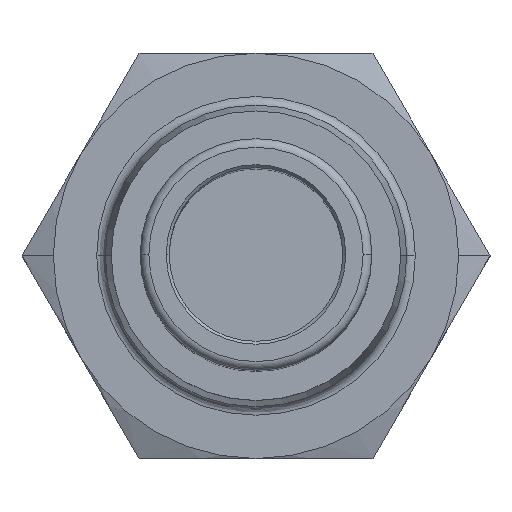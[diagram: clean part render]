
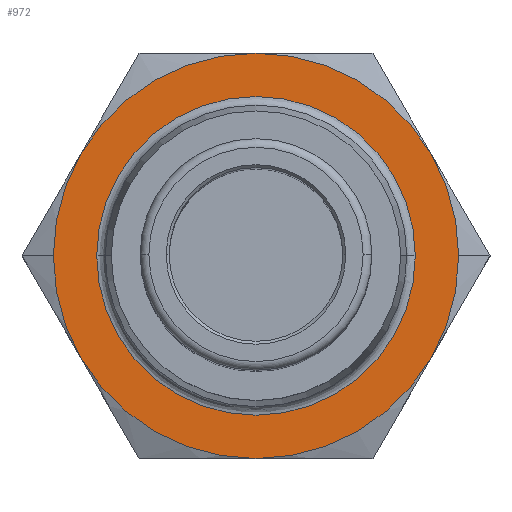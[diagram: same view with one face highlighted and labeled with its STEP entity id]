
A CAD part, top view. The second image highlights one B-rep face of the part: STEP entity #972.
In plain terms, the highlighted planar face has unit normal (0, 0, 1).
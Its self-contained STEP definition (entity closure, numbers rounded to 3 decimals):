
#345=CARTESIAN_POINT('',(-7.,0.,-13.4));
#346=VERTEX_POINT('',#345);
#355=CARTESIAN_POINT('',(-6.062,3.5,-13.4));
#356=VERTEX_POINT('',#355);
#357=CARTESIAN_POINT('',(0.,0.,-13.4));
#358=DIRECTION('',(0.0,0.0,1.0));
#359=DIRECTION('',(1.0,0.0,0.0));
#360=AXIS2_PLACEMENT_3D('',#357,#358,#359);
#361=CIRCLE('',#360,7.);
#362=EDGE_CURVE('',#356,#346,#361,.T.);
#387=CARTESIAN_POINT('',(7.,0.,-13.4));
#388=VERTEX_POINT('',#387);
#395=CARTESIAN_POINT('',(6.062,3.5,-13.4));
#396=VERTEX_POINT('',#395);
#410=CARTESIAN_POINT('',(0.,0.,-13.4));
#411=DIRECTION('',(0.0,0.0,1.0));
#412=DIRECTION('',(1.0,0.0,0.0));
#413=AXIS2_PLACEMENT_3D('',#410,#411,#412);
#414=CIRCLE('',#413,7.);
#415=EDGE_CURVE('',#388,#396,#414,.T.);
#774=CARTESIAN_POINT('',(5.504,0.,-13.4));
#775=VERTEX_POINT('',#774);
#784=CARTESIAN_POINT('',(-5.504,0.,-13.4));
#785=VERTEX_POINT('',#784);
#793=CARTESIAN_POINT('',(0.,0.,-13.4));
#794=DIRECTION('',(0.0,0.0,1.0));
#795=DIRECTION('',(-1.0,0.0,0.0));
#796=AXIS2_PLACEMENT_3D('',#793,#794,#795);
#797=CIRCLE('',#796,5.504);
#798=EDGE_CURVE('',#785,#775,#797,.T.);
#873=CARTESIAN_POINT('',(0.,0.,-13.4));
#874=DIRECTION('',(0.0,0.0,1.0));
#875=DIRECTION('',(-1.0,0.0,0.0));
#876=AXIS2_PLACEMENT_3D('',#873,#874,#875);
#877=CIRCLE('',#876,5.504);
#878=EDGE_CURVE('',#775,#785,#877,.T.);
#909=CARTESIAN_POINT('',(0.,0.,-13.4));
#910=DIRECTION('',(0.0,0.0,-1.0));
#911=DIRECTION('',(-1.0,0.0,0.0));
#912=AXIS2_PLACEMENT_3D('',#909,#910,#911);
#913=PLANE('',#912);
#914=ORIENTED_EDGE('',*,*,#362,.T.);
#915=CARTESIAN_POINT('',(-6.062,-3.5,-13.4));
#916=VERTEX_POINT('',#915);
#917=CARTESIAN_POINT('',(0.,0.,-13.4));
#918=DIRECTION('',(0.0,0.0,1.0));
#919=DIRECTION('',(1.0,0.0,0.0));
#920=AXIS2_PLACEMENT_3D('',#917,#918,#919);
#921=CIRCLE('',#920,7.);
#922=EDGE_CURVE('',#346,#916,#921,.T.);
#923=ORIENTED_EDGE('',*,*,#922,.T.);
#924=CARTESIAN_POINT('',(0.,-7.,-13.4));
#925=VERTEX_POINT('',#924);
#926=CARTESIAN_POINT('',(0.,0.,-13.4));
#927=DIRECTION('',(0.0,0.0,1.0));
#928=DIRECTION('',(1.0,0.0,0.0));
#929=AXIS2_PLACEMENT_3D('',#926,#927,#928);
#930=CIRCLE('',#929,7.);
#931=EDGE_CURVE('',#916,#925,#930,.T.);
#932=ORIENTED_EDGE('',*,*,#931,.T.);
#933=CARTESIAN_POINT('',(6.062,-3.5,-13.4));
#934=VERTEX_POINT('',#933);
#935=CARTESIAN_POINT('',(0.,0.,-13.4));
#936=DIRECTION('',(0.0,0.0,1.0));
#937=DIRECTION('',(1.0,0.0,0.0));
#938=AXIS2_PLACEMENT_3D('',#935,#936,#937);
#939=CIRCLE('',#938,7.);
#940=EDGE_CURVE('',#925,#934,#939,.T.);
#941=ORIENTED_EDGE('',*,*,#940,.T.);
#942=CARTESIAN_POINT('',(0.,0.,-13.4));
#943=DIRECTION('',(0.0,0.0,1.0));
#944=DIRECTION('',(1.0,0.0,0.0));
#945=AXIS2_PLACEMENT_3D('',#942,#943,#944);
#946=CIRCLE('',#945,7.);
#947=EDGE_CURVE('',#934,#388,#946,.T.);
#948=ORIENTED_EDGE('',*,*,#947,.T.);
#949=ORIENTED_EDGE('',*,*,#415,.T.);
#950=CARTESIAN_POINT('',(0.,7.,-13.4));
#951=VERTEX_POINT('',#950);
#952=CARTESIAN_POINT('',(0.,0.,-13.4));
#953=DIRECTION('',(0.0,0.0,1.0));
#954=DIRECTION('',(1.0,0.0,0.0));
#955=AXIS2_PLACEMENT_3D('',#952,#953,#954);
#956=CIRCLE('',#955,7.);
#957=EDGE_CURVE('',#396,#951,#956,.T.);
#958=ORIENTED_EDGE('',*,*,#957,.T.);
#959=CARTESIAN_POINT('',(0.,0.,-13.4));
#960=DIRECTION('',(0.0,0.0,1.0));
#961=DIRECTION('',(1.0,0.0,0.0));
#962=AXIS2_PLACEMENT_3D('',#959,#960,#961);
#963=CIRCLE('',#962,7.);
#964=EDGE_CURVE('',#951,#356,#963,.T.);
#965=ORIENTED_EDGE('',*,*,#964,.T.);
#966=EDGE_LOOP('',(#914,#923,#932,#941,#948,#949,#958,#965));
#967=FACE_OUTER_BOUND('',#966,.T.);
#968=ORIENTED_EDGE('',*,*,#878,.F.);
#969=ORIENTED_EDGE('',*,*,#798,.F.);
#970=EDGE_LOOP('',(#968,#969));
#971=FACE_BOUND('',#970,.T.);
#972=ADVANCED_FACE('',(#967,#971),#913,.F.);
